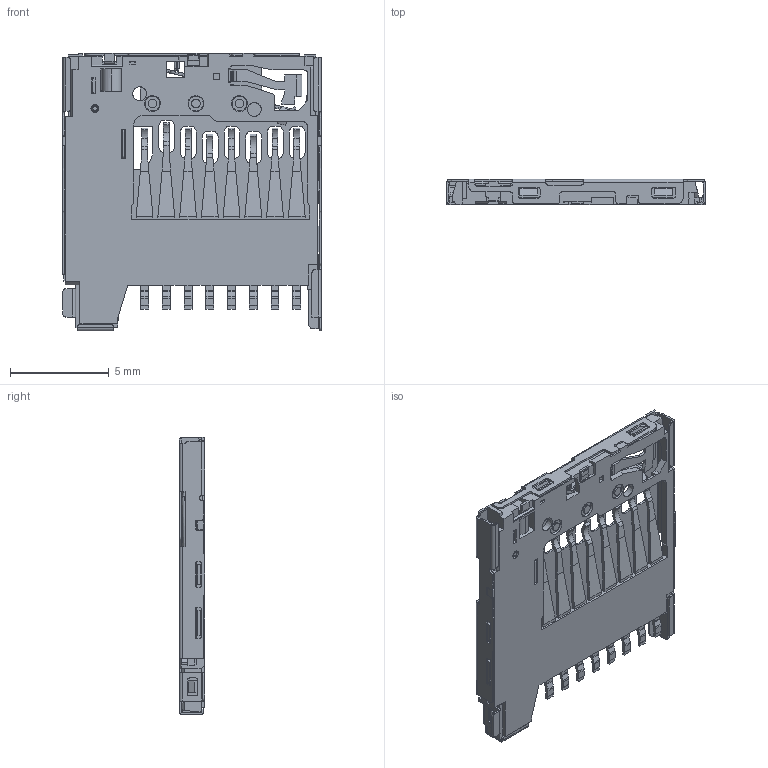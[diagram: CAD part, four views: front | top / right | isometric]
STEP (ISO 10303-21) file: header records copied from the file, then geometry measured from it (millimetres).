
FILE_DESCRIPTION (( 'STEP AP214' ), '1' );
FILE_NAME ('5033981892.STEP', '2018-09-11T12:15:13', ( '' ), ( '' ), 'SwSTEP 2.0', 'SolidWorks 2017', '' );
FILE_SCHEMA (( 'AUTOMOTIVE_DESIGN' ));
Length unit declared in the file: millimetre
Products named in the file (2): 5033981892
Assembly tree (1 placements, depth 2):
  5033981892
    5033981892
Bounding box: 13.1 x 1.28 x 14.05 mm (x, y, z)
Volume: 66 mm3; surface area: 816.5 mm2
Topology: 21 solids, 21 shells, 1511 faces, 4332 edges, 2852 vertices
Faces by surface type: plane 1109, cylinder 371, cone 18, bspline 13
Entity records: 50801 total; most frequent: CARTESIAN_POINT 12128, ORIENTED_EDGE 8656, DIRECTION 6933, EDGE_CURVE 4328, LINE 3233, VECTOR 3233, VERTEX_POINT 2852, AXIS2_PLACEMENT_3D 1850
